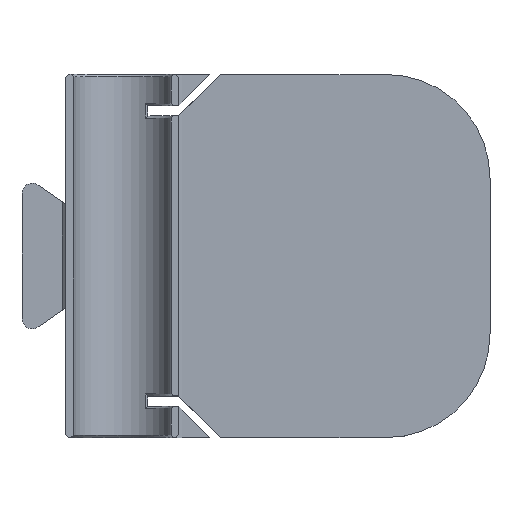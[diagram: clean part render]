
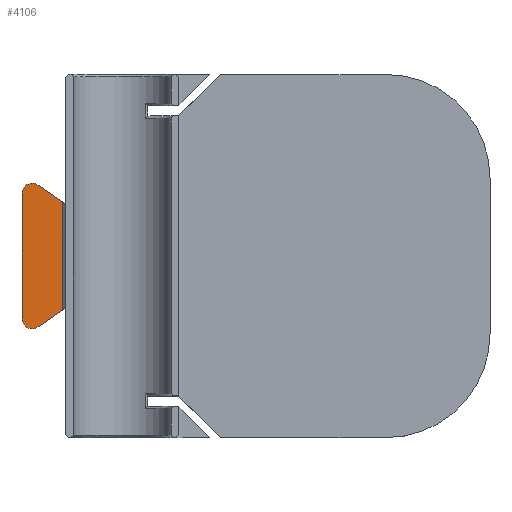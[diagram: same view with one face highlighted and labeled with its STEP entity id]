
A CAD part, top view. The second image highlights one B-rep face of the part: STEP entity #4106.
In plain terms, the highlighted planar face has unit normal (0, 0, 1).
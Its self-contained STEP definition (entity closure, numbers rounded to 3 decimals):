
#925 = PLANE('',#926);
#926 = AXIS2_PLACEMENT_3D('',#927,#928,#929);
#927 = CARTESIAN_POINT('',(4.2,5.,0.));
#928 = DIRECTION('',(0.574,0.819,0.));
#929 = DIRECTION('',(0.819,-0.574,0.)
  );
#976 = PLANE('',#977);
#977 = AXIS2_PLACEMENT_3D('',#978,#979,#980);
#978 = CARTESIAN_POINT('',(4.05,5.,2.35));
#979 = DIRECTION('',(-0.707,0.,0.707)
  );
#980 = DIRECTION('',(0.,1.,0.));
#1004 = PLANE('',#1005);
#1005 = AXIS2_PLACEMENT_3D('',#1006,#1007,#1008);
#1006 = CARTESIAN_POINT('',(4.2,-5.,0.));
#1007 = DIRECTION('',(0.574,-0.819,0.));
#1008 = DIRECTION('',(-0.819,-0.574,0.));
#1949 = CYLINDRICAL_SURFACE('',#1950,1.);
#1950 = AXIS2_PLACEMENT_3D('',#1951,#1952,#1953);
#1951 = CARTESIAN_POINT('',(1.,6.02,2.2));
#1952 = DIRECTION('',(0.,0.,-1.));
#1953 = DIRECTION('',(-1.,0.,0.));
#1977 = PLANE('',#1978);
#1978 = AXIS2_PLACEMENT_3D('',#1979,#1980,#1981);
#1979 = CARTESIAN_POINT('',(0.,17.5,2.2));
#1980 = DIRECTION('',(1.,0.,0.));
#1981 = DIRECTION('',(0.,0.,-1.));
#2010 = CYLINDRICAL_SURFACE('',#2011,1.);
#2011 = AXIS2_PLACEMENT_3D('',#2012,#2013,#2014);
#2012 = CARTESIAN_POINT('',(1.,-6.02,2.2));
#2013 = DIRECTION('',(0.,0.,-1.));
#2014 = DIRECTION('',(0.574,-0.819,0.));
#2874 = EDGE_CURVE('',#2875,#2877,#2879,.T.);
#2875 = VERTEX_POINT('',#2876);
#2876 = CARTESIAN_POINT('',(3.9,5.21,2.2));
#2877 = VERTEX_POINT('',#2878);
#2878 = CARTESIAN_POINT('',(1.574,6.839,2.2));
#2879 = SURFACE_CURVE('',#2880,(#2884,#2891),.PCURVE_S1.);
#2880 = LINE('',#2881,#2882);
#2881 = CARTESIAN_POINT('',(1.263,7.056,2.2));
#2882 = VECTOR('',#2883,1.);
#2883 = DIRECTION('',(-0.819,0.574,0.)
  );
#2884 = PCURVE('',#925,#2885);
#2885 = DEFINITIONAL_REPRESENTATION('',(#2886),#2890);
#2886 = LINE('',#2887,#2888);
#2887 = CARTESIAN_POINT('',(-3.585,-2.2));
#2888 = VECTOR('',#2889,1.);
#2889 = DIRECTION('',(-1.,0.));
#2890 = ( GEOMETRIC_REPRESENTATION_CONTEXT(2) 
PARAMETRIC_REPRESENTATION_CONTEXT() REPRESENTATION_CONTEXT('2D SPACE',''
  ) );
#2891 = PCURVE('',#2892,#2897);
#2892 = PLANE('',#2893);
#2893 = AXIS2_PLACEMENT_3D('',#2894,#2895,#2896);
#2894 = CARTESIAN_POINT('',(4.2,17.5,2.2));
#2895 = DIRECTION('',(0.,0.,-1.));
#2896 = DIRECTION('',(-1.,0.,0.));
#2897 = DEFINITIONAL_REPRESENTATION('',(#2898),#2902);
#2898 = LINE('',#2899,#2900);
#2899 = CARTESIAN_POINT('',(2.937,-10.444));
#2900 = VECTOR('',#2901,1.);
#2901 = DIRECTION('',(0.819,0.574));
#2902 = ( GEOMETRIC_REPRESENTATION_CONTEXT(2) 
PARAMETRIC_REPRESENTATION_CONTEXT() REPRESENTATION_CONTEXT('2D SPACE',''
  ) );
#2955 = VERTEX_POINT('',#2956);
#2956 = CARTESIAN_POINT('',(3.9,-5.21,2.2));
#2977 = EDGE_CURVE('',#2875,#2955,#2978,.T.);
#2978 = SURFACE_CURVE('',#2979,(#2983,#2990),.PCURVE_S1.);
#2979 = LINE('',#2980,#2981);
#2980 = CARTESIAN_POINT('',(3.9,5.,2.2));
#2981 = VECTOR('',#2982,1.);
#2982 = DIRECTION('',(0.,-1.,0.));
#2983 = PCURVE('',#976,#2984);
#2984 = DEFINITIONAL_REPRESENTATION('',(#2985),#2989);
#2985 = LINE('',#2986,#2987);
#2986 = CARTESIAN_POINT('',(0.,0.212));
#2987 = VECTOR('',#2988,1.);
#2988 = DIRECTION('',(-1.,0.));
#2989 = ( GEOMETRIC_REPRESENTATION_CONTEXT(2) 
PARAMETRIC_REPRESENTATION_CONTEXT() REPRESENTATION_CONTEXT('2D SPACE',''
  ) );
#2990 = PCURVE('',#2892,#2991);
#2991 = DEFINITIONAL_REPRESENTATION('',(#2992),#2996);
#2992 = LINE('',#2993,#2994);
#2993 = CARTESIAN_POINT('',(0.3,-12.5));
#2994 = VECTOR('',#2995,1.);
#2995 = DIRECTION('',(-0.,-1.));
#2996 = ( GEOMETRIC_REPRESENTATION_CONTEXT(2) 
PARAMETRIC_REPRESENTATION_CONTEXT() REPRESENTATION_CONTEXT('2D SPACE',''
  ) );
#3001 = EDGE_CURVE('',#2955,#3002,#3004,.T.);
#3002 = VERTEX_POINT('',#3003);
#3003 = CARTESIAN_POINT('',(1.574,-6.839,2.2));
#3004 = SURFACE_CURVE('',#3005,(#3009,#3016),.PCURVE_S1.);
#3005 = LINE('',#3006,#3007);
#3006 = CARTESIAN_POINT('',(9.486,-1.299,2.2));
#3007 = VECTOR('',#3008,1.);
#3008 = DIRECTION('',(-0.819,-0.574,
    0.));
#3009 = PCURVE('',#1004,#3010);
#3010 = DEFINITIONAL_REPRESENTATION('',(#3011),#3015);
#3011 = LINE('',#3012,#3013);
#3012 = CARTESIAN_POINT('',(-6.453,-2.2));
#3013 = VECTOR('',#3014,1.);
#3014 = DIRECTION('',(1.,0.));
#3015 = ( GEOMETRIC_REPRESENTATION_CONTEXT(2) 
PARAMETRIC_REPRESENTATION_CONTEXT() REPRESENTATION_CONTEXT('2D SPACE',''
  ) );
#3016 = PCURVE('',#2892,#3017);
#3017 = DEFINITIONAL_REPRESENTATION('',(#3018),#3022);
#3018 = LINE('',#3019,#3020);
#3019 = CARTESIAN_POINT('',(-5.286,-18.799));
#3020 = VECTOR('',#3021,1.);
#3021 = DIRECTION('',(0.819,-0.574));
#3022 = ( GEOMETRIC_REPRESENTATION_CONTEXT(2) 
PARAMETRIC_REPRESENTATION_CONTEXT() REPRESENTATION_CONTEXT('2D SPACE',''
  ) );
#3308 = EDGE_CURVE('',#3002,#3309,#3311,.T.);
#3309 = VERTEX_POINT('',#3310);
#3310 = CARTESIAN_POINT('',(0.,-6.02,2.2));
#3311 = SURFACE_CURVE('',#3312,(#3317,#3324),.PCURVE_S1.);
#3312 = CIRCLE('',#3313,1.);
#3313 = AXIS2_PLACEMENT_3D('',#3314,#3315,#3316);
#3314 = CARTESIAN_POINT('',(1.,-6.02,2.2));
#3315 = DIRECTION('',(0.,0.,-1.));
#3316 = DIRECTION('',(0.,1.,0.));
#3317 = PCURVE('',#2010,#3318);
#3318 = DEFINITIONAL_REPRESENTATION('',(#3319),#3323);
#3319 = LINE('',#3320,#3321);
#3320 = CARTESIAN_POINT('',(-2.531,0.));
#3321 = VECTOR('',#3322,1.);
#3322 = DIRECTION('',(1.,0.));
#3323 = ( GEOMETRIC_REPRESENTATION_CONTEXT(2) 
PARAMETRIC_REPRESENTATION_CONTEXT() REPRESENTATION_CONTEXT('2D SPACE',''
  ) );
#3324 = PCURVE('',#2892,#3325);
#3325 = DEFINITIONAL_REPRESENTATION('',(#3326),#3330);
#3326 = CIRCLE('',#3327,1.);
#3327 = AXIS2_PLACEMENT_2D('',#3328,#3329);
#3328 = CARTESIAN_POINT('',(3.2,-23.52));
#3329 = DIRECTION('',(0.,1.));
#3330 = ( GEOMETRIC_REPRESENTATION_CONTEXT(2) 
PARAMETRIC_REPRESENTATION_CONTEXT() REPRESENTATION_CONTEXT('2D SPACE',''
  ) );
#3360 = VERTEX_POINT('',#3361);
#3361 = CARTESIAN_POINT('',(0.,6.02,2.2));
#3382 = EDGE_CURVE('',#3360,#3309,#3383,.T.);
#3383 = SURFACE_CURVE('',#3384,(#3388,#3395),.PCURVE_S1.);
#3384 = LINE('',#3385,#3386);
#3385 = CARTESIAN_POINT('',(0.,17.5,2.2));
#3386 = VECTOR('',#3387,1.);
#3387 = DIRECTION('',(0.,-1.,0.));
#3388 = PCURVE('',#1977,#3389);
#3389 = DEFINITIONAL_REPRESENTATION('',(#3390),#3394);
#3390 = LINE('',#3391,#3392);
#3391 = CARTESIAN_POINT('',(0.,0.));
#3392 = VECTOR('',#3393,1.);
#3393 = DIRECTION('',(0.,-1.));
#3394 = ( GEOMETRIC_REPRESENTATION_CONTEXT(2) 
PARAMETRIC_REPRESENTATION_CONTEXT() REPRESENTATION_CONTEXT('2D SPACE',''
  ) );
#3395 = PCURVE('',#2892,#3396);
#3396 = DEFINITIONAL_REPRESENTATION('',(#3397),#3401);
#3397 = LINE('',#3398,#3399);
#3398 = CARTESIAN_POINT('',(4.2,0.));
#3399 = VECTOR('',#3400,1.);
#3400 = DIRECTION('',(-0.,-1.));
#3401 = ( GEOMETRIC_REPRESENTATION_CONTEXT(2) 
PARAMETRIC_REPRESENTATION_CONTEXT() REPRESENTATION_CONTEXT('2D SPACE',''
  ) );
#3457 = EDGE_CURVE('',#3360,#2877,#3458,.T.);
#3458 = SURFACE_CURVE('',#3459,(#3464,#3471),.PCURVE_S1.);
#3459 = CIRCLE('',#3460,1.);
#3460 = AXIS2_PLACEMENT_3D('',#3461,#3462,#3463);
#3461 = CARTESIAN_POINT('',(1.,6.02,2.2));
#3462 = DIRECTION('',(0.,0.,-1.));
#3463 = DIRECTION('',(0.,1.,0.));
#3464 = PCURVE('',#1949,#3465);
#3465 = DEFINITIONAL_REPRESENTATION('',(#3466),#3470);
#3466 = LINE('',#3467,#3468);
#3467 = CARTESIAN_POINT('',(-4.712,0.));
#3468 = VECTOR('',#3469,1.);
#3469 = DIRECTION('',(1.,0.));
#3470 = ( GEOMETRIC_REPRESENTATION_CONTEXT(2) 
PARAMETRIC_REPRESENTATION_CONTEXT() REPRESENTATION_CONTEXT('2D SPACE',''
  ) );
#3471 = PCURVE('',#2892,#3472);
#3472 = DEFINITIONAL_REPRESENTATION('',(#3473),#3477);
#3473 = CIRCLE('',#3474,1.);
#3474 = AXIS2_PLACEMENT_2D('',#3475,#3476);
#3475 = CARTESIAN_POINT('',(3.2,-11.48));
#3476 = DIRECTION('',(0.,1.));
#3477 = ( GEOMETRIC_REPRESENTATION_CONTEXT(2) 
PARAMETRIC_REPRESENTATION_CONTEXT() REPRESENTATION_CONTEXT('2D SPACE',''
  ) );
#4106 = ADVANCED_FACE('',(#4107),#2892,.F.);
#4107 = FACE_BOUND('',#4108,.F.);
#4108 = EDGE_LOOP('',(#4109,#4110,#4111,#4112,#4113,#4114));
#4109 = ORIENTED_EDGE('',*,*,#2874,.F.);
#4110 = ORIENTED_EDGE('',*,*,#2977,.T.);
#4111 = ORIENTED_EDGE('',*,*,#3001,.T.);
#4112 = ORIENTED_EDGE('',*,*,#3308,.T.);
#4113 = ORIENTED_EDGE('',*,*,#3382,.F.);
#4114 = ORIENTED_EDGE('',*,*,#3457,.T.);
